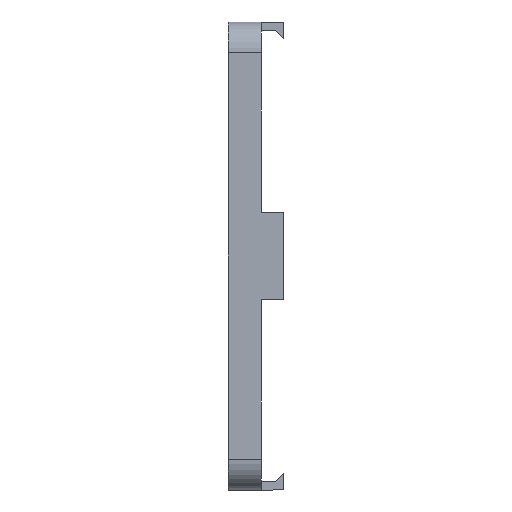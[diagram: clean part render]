
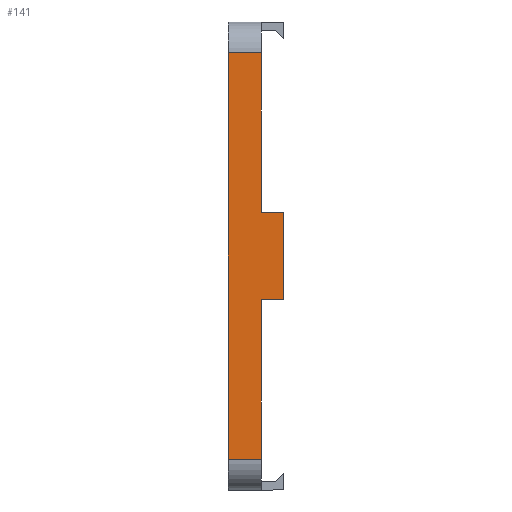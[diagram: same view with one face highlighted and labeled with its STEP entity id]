
A CAD part, left-side view. The second image highlights one B-rep face of the part: STEP entity #141.
In plain terms, the highlighted planar face has unit normal (-1, 0, 0).
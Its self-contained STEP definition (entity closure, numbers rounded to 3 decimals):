
#2 = CARTESIAN_POINT ( 'NONE',  ( -41.65, -4., -7.8 ) ) ;
#54 = FACE_OUTER_BOUND ( 'NONE', #2725, .T. ) ;
#97 = LINE ( 'NONE', #1829, #580 ) ;
#141 = ADVANCED_FACE ( 'NONE', ( #54 ), #802, .F. ) ;
#174 = ORIENTED_EDGE ( 'NONE', *, *, #1352, .F. ) ;
#234 = DIRECTION ( 'NONE',  ( 0., -1., 0. ) ) ;
#254 = CARTESIAN_POINT ( 'NONE',  ( -41.65, 0., 7.8 ) ) ;
#317 = CARTESIAN_POINT ( 'NONE',  ( -41.65, -4., 7.8 ) ) ;
#337 = CARTESIAN_POINT ( 'NONE',  ( -41.65, 5.9, -36.15 ) ) ;
#357 = DIRECTION ( 'NONE',  ( 0., 0., -1. ) ) ;
#428 = CARTESIAN_POINT ( 'NONE',  ( -41.65, 0., 36.15 ) ) ;
#442 = ORIENTED_EDGE ( 'NONE', *, *, #1241, .F. ) ;
#449 = LINE ( 'NONE', #1991, #982 ) ;
#554 = LINE ( 'NONE', #2316, #2773 ) ;
#580 = VECTOR ( 'NONE', #234, 1000. ) ;
#641 = CARTESIAN_POINT ( 'NONE',  ( -41.65, 0., -36.15 ) ) ;
#720 = EDGE_CURVE ( 'NONE', #944, #1998, #2147, .T. ) ;
#762 = VECTOR ( 'NONE', #2731, 1000. ) ;
#802 = PLANE ( 'NONE',  #2534 ) ;
#810 = VERTEX_POINT ( 'NONE', #2365 ) ;
#813 = DIRECTION ( 'NONE',  ( 0., 0., 1. ) ) ;
#868 = LINE ( 'NONE', #871, #1596 ) ;
#871 = CARTESIAN_POINT ( 'NONE',  ( -41.65, 0., -36.15 ) ) ;
#944 = VERTEX_POINT ( 'NONE', #1777 ) ;
#982 = VECTOR ( 'NONE', #1319, 1000. ) ;
#1051 = LINE ( 'NONE', #254, #762 ) ;
#1164 = CARTESIAN_POINT ( 'NONE',  ( -41.65, 5.9, 36.15 ) ) ;
#1241 = EDGE_CURVE ( 'NONE', #2789, #2168, #1266, .T. ) ;
#1266 = LINE ( 'NONE', #2022, #1802 ) ;
#1267 = CARTESIAN_POINT ( 'NONE',  ( -41.65, 0., -36.15 ) ) ;
#1304 = ORIENTED_EDGE ( 'NONE', *, *, #2241, .T. ) ;
#1319 = DIRECTION ( 'NONE',  ( 0., -1., 0. ) ) ;
#1352 = EDGE_CURVE ( 'NONE', #944, #1699, #554, .T. ) ;
#1354 = DIRECTION ( 'NONE',  ( 0., 0., -1. ) ) ;
#1487 = DIRECTION ( 'NONE',  ( 1., 0., 0. ) ) ;
#1505 = ORIENTED_EDGE ( 'NONE', *, *, #2005, .T. ) ;
#1538 = VERTEX_POINT ( 'NONE', #1694 ) ;
#1596 = VECTOR ( 'NONE', #2919, 1000. ) ;
#1675 = ORIENTED_EDGE ( 'NONE', *, *, #720, .T. ) ;
#1694 = CARTESIAN_POINT ( 'NONE',  ( -41.65, 0., -7.8 ) ) ;
#1699 = VERTEX_POINT ( 'NONE', #1164 ) ;
#1721 = EDGE_CURVE ( 'NONE', #1538, #2168, #97, .T. ) ;
#1777 = CARTESIAN_POINT ( 'NONE',  ( -41.65, 5.9, -36.15 ) ) ;
#1802 = VECTOR ( 'NONE', #1354, 1000. ) ;
#1829 = CARTESIAN_POINT ( 'NONE',  ( -41.65, 0., -7.8 ) ) ;
#1880 = ORIENTED_EDGE ( 'NONE', *, *, #1721, .T. ) ;
#1917 = DIRECTION ( 'NONE',  ( 0., -1., 0. ) ) ;
#1947 = VERTEX_POINT ( 'NONE', #428 ) ;
#1991 = CARTESIAN_POINT ( 'NONE',  ( -41.65, 5.9, 36.15 ) ) ;
#1998 = VERTEX_POINT ( 'NONE', #641 ) ;
#2005 = EDGE_CURVE ( 'NONE', #810, #1947, #868, .T. ) ;
#2022 = CARTESIAN_POINT ( 'NONE',  ( -41.65, -4., 7.8 ) ) ;
#2102 = DIRECTION ( 'NONE',  ( 0., 0., 1. ) ) ;
#2123 = EDGE_CURVE ( 'NONE', #810, #2789, #1051, .T. ) ;
#2147 = LINE ( 'NONE', #337, #2849 ) ;
#2168 = VERTEX_POINT ( 'NONE', #2 ) ;
#2184 = VECTOR ( 'NONE', #813, 1000. ) ;
#2241 = EDGE_CURVE ( 'NONE', #1998, #1538, #2716, .T. ) ;
#2316 = CARTESIAN_POINT ( 'NONE',  ( -41.65, 5.9, -36.15 ) ) ;
#2330 = EDGE_CURVE ( 'NONE', #1699, #1947, #449, .T. ) ;
#2340 = ORIENTED_EDGE ( 'NONE', *, *, #2330, .F. ) ;
#2365 = CARTESIAN_POINT ( 'NONE',  ( -41.65, 0., 7.8 ) ) ;
#2534 = AXIS2_PLACEMENT_3D ( 'NONE', #2845, #1487, #357 ) ;
#2681 = ORIENTED_EDGE ( 'NONE', *, *, #2123, .F. ) ;
#2716 = LINE ( 'NONE', #1267, #2184 ) ;
#2725 = EDGE_LOOP ( 'NONE', ( #1304, #1880, #442, #2681, #1505, #2340, #174, #1675 ) ) ;
#2731 = DIRECTION ( 'NONE',  ( 0., -1., 0. ) ) ;
#2773 = VECTOR ( 'NONE', #2102, 1000. ) ;
#2789 = VERTEX_POINT ( 'NONE', #317 ) ;
#2845 = CARTESIAN_POINT ( 'NONE',  ( -41.65, 5.9, -36.15 ) ) ;
#2849 = VECTOR ( 'NONE', #1917, 1000. ) ;
#2919 = DIRECTION ( 'NONE',  ( 0., 0., 1. ) ) ;
